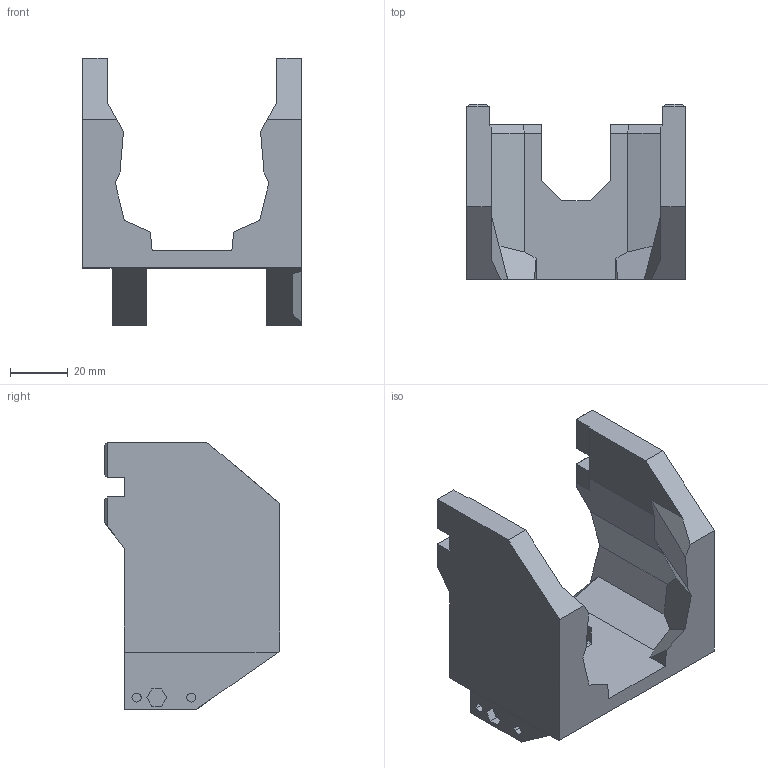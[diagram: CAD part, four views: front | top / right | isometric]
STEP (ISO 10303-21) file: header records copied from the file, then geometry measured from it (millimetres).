
FILE_DESCRIPTION(('FreeCAD Model'),'2;1');
FILE_NAME('Open CASCADE Shape Model','2024-08-10T23:21:01',(''),(''), 'Open CASCADE STEP processor 7.7','Ondsel','Unknown');
FILE_SCHEMA(('AUTOMOTIVE_DESIGN { 1 0 10303 214 1 1 1 1 }'));
Length unit declared in the file: millimetre
Products named in the file (2): Claw; Claw-Body
Assembly tree (1 placements, depth 2):
  Claw
    Claw-Body
Bounding box: 76 x 61 x 93 mm (x, y, z)
Volume: 94102.5 mm3; surface area: 30468.7 mm2
Topology: 1 solids, 1 shells, 122 faces, 324 edges, 210 vertices
Faces by surface type: plane 111, cylinder 7, cone 4
Full cylindrical faces by diameter (mm): 1.8 x1, 2.9 x2
Entity records: 3730 total; most frequent: CARTESIAN_POINT 656, ORIENTED_EDGE 644, DIRECTION 586, EDGE_CURVE 322, LINE 306, VECTOR 306, VERTEX_POINT 210, AXIS2_PLACEMENT_3D 140
